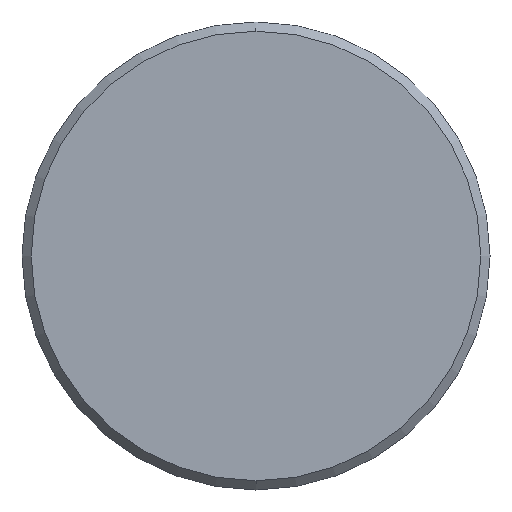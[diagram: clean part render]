
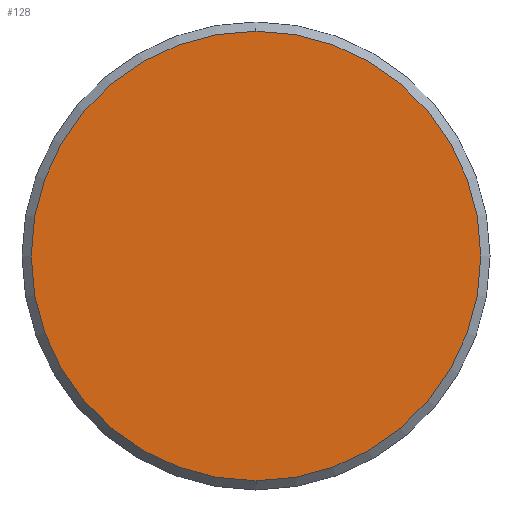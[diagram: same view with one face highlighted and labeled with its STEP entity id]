
A CAD part, left-side view. The second image highlights one B-rep face of the part: STEP entity #128.
In plain terms, the highlighted planar face has unit normal (-1, 0, 0).
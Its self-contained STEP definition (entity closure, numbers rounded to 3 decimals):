
#14 = DIRECTION ( 'NONE',  ( -1., 0., 0. ) ) ;
#15 = EDGE_LOOP ( 'NONE', ( #60, #115 ) ) ;
#23 = AXIS2_PLACEMENT_3D ( 'NONE', #46, #184, #254 ) ;
#24 = FACE_OUTER_BOUND ( 'NONE', #15, .T. ) ;
#45 = CIRCLE ( 'NONE', #211, 6.1 ) ;
#46 = CARTESIAN_POINT ( 'NONE',  ( -1.1, 0., 0. ) ) ;
#60 = ORIENTED_EDGE ( 'NONE', *, *, #150, .T. ) ;
#77 = VERTEX_POINT ( 'NONE', #249 ) ;
#96 = CARTESIAN_POINT ( 'NONE',  ( -1.1, 0., 0. ) ) ;
#97 = VERTEX_POINT ( 'NONE', #233 ) ;
#98 = EDGE_CURVE ( 'NONE', #97, #77, #281, .T. ) ;
#111 = DIRECTION ( 'NONE',  ( 0., 0., -1. ) ) ;
#115 = ORIENTED_EDGE ( 'NONE', *, *, #98, .T. ) ;
#128 = ADVANCED_FACE ( 'NONE', ( #24 ), #236, .F. ) ;
#149 = CARTESIAN_POINT ( 'NONE',  ( -1.1, 0., 0. ) ) ;
#150 = EDGE_CURVE ( 'NONE', #77, #97, #45, .T. ) ;
#170 = DIRECTION ( 'NONE',  ( -1., 0., 0. ) ) ;
#180 = DIRECTION ( 'NONE',  ( 0., 0., -1. ) ) ;
#184 = DIRECTION ( 'NONE',  ( 1., 0., 0. ) ) ;
#211 = AXIS2_PLACEMENT_3D ( 'NONE', #96, #170, #111 ) ;
#233 = CARTESIAN_POINT ( 'NONE',  ( -1.1, 0., 6.1 ) ) ;
#236 = PLANE ( 'NONE',  #23 ) ;
#249 = CARTESIAN_POINT ( 'NONE',  ( -1.1, 0., -6.1 ) ) ;
#254 = DIRECTION ( 'NONE',  ( 0., 0., -1. ) ) ;
#274 = AXIS2_PLACEMENT_3D ( 'NONE', #149, #14, #180 ) ;
#281 = CIRCLE ( 'NONE', #274, 6.1 ) ;
